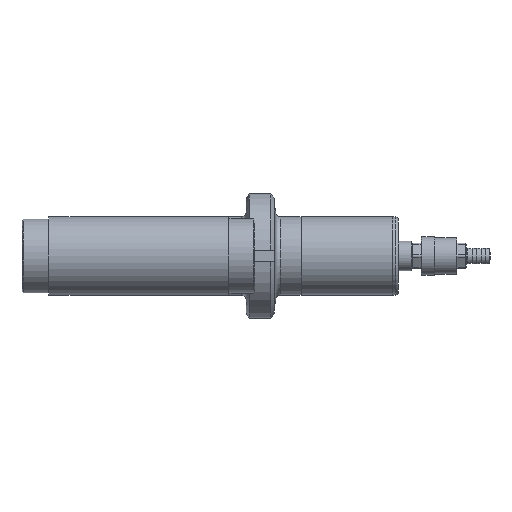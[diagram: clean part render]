
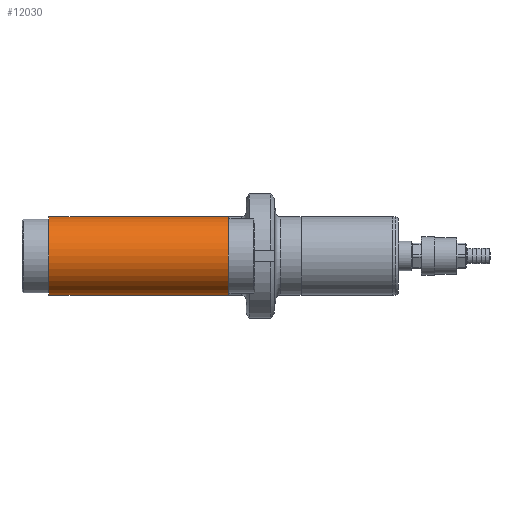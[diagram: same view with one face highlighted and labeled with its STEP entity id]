
A CAD part, left-side view. The second image highlights one B-rep face of the part: STEP entity #12030.
In plain terms, the highlighted cylindrical face has radius 35 mm (diameter 70 mm), a full revolution.
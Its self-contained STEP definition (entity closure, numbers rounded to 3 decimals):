
#3082=ELLIPSE('',#13842,50.931,35.);
#3083=ELLIPSE('',#13843,50.931,35.);
#3095=ORIENTED_EDGE('',*,*,#6584,.T.);
#3096=ORIENTED_EDGE('',*,*,#6585,.F.);
#3097=ORIENTED_EDGE('',*,*,#6586,.T.);
#3098=ORIENTED_EDGE('',*,*,#6587,.T.);
#6584=EDGE_CURVE('',#8329,#8329,#9525,.T.);
#6585=EDGE_CURVE('',#8330,#8330,#9526,.T.);
#6586=EDGE_CURVE('',#8331,#8332,#3082,.T.);
#6587=EDGE_CURVE('',#8332,#8331,#3083,.F.);
#8329=VERTEX_POINT('',#18373);
#8330=VERTEX_POINT('',#18375);
#8331=VERTEX_POINT('',#18377);
#8332=VERTEX_POINT('',#18378);
#9525=CIRCLE('',#13840,35.);
#9526=CIRCLE('',#13841,35.);
#9908=EDGE_LOOP('',(#3095));
#9909=EDGE_LOOP('',(#3096));
#9910=EDGE_LOOP('',(#3097,#3098));
#10873=FACE_BOUND('',#9908,.T.);
#10874=FACE_BOUND('',#9909,.T.);
#10875=FACE_BOUND('',#9910,.T.);
#11835=CYLINDRICAL_SURFACE('',#13839,35.);
#12030=ADVANCED_FACE('',(#10873,#10874,#10875),#11835,.T.);
#13839=AXIS2_PLACEMENT_3D('',#18371,#15006,#15007);
#13840=AXIS2_PLACEMENT_3D('',#18372,#15008,#15009);
#13841=AXIS2_PLACEMENT_3D('',#18374,#15010,#15011);
#13842=AXIS2_PLACEMENT_3D('',#18376,#15012,#15013);
#13843=AXIS2_PLACEMENT_3D('',#18379,#15014,#15015);
#15006=DIRECTION('',(0.,1.,0.));
#15007=DIRECTION('',(0.,0.,1.));
#15008=DIRECTION('',(0.,1.,0.));
#15009=DIRECTION('',(1.,0.,0.));
#15010=DIRECTION('',(0.,1.,0.));
#15011=DIRECTION('',(1.,0.,0.));
#15012=DIRECTION('',(-0.726,-0.687,0.));
#15013=DIRECTION('',(-0.687,0.726,0.));
#15014=DIRECTION('',(0.726,-0.687,0.));
#15015=DIRECTION('',(0.687,0.726,0.));
#18371=CARTESIAN_POINT('',(0.,-160.,0.));
#18372=CARTESIAN_POINT('',(0.,-160.,0.));
#18373=CARTESIAN_POINT('',(35.,-160.,0.));
#18374=CARTESIAN_POINT('',(0.,0.,0.));
#18375=CARTESIAN_POINT('',(35.,0.,0.));
#18376=CARTESIAN_POINT('',(0.,-80.,0.));
#18377=CARTESIAN_POINT('',(0.,-80.,-35.));
#18378=CARTESIAN_POINT('',(0.,-80.,35.));
#18379=CARTESIAN_POINT('',(0.,-80.,0.));
